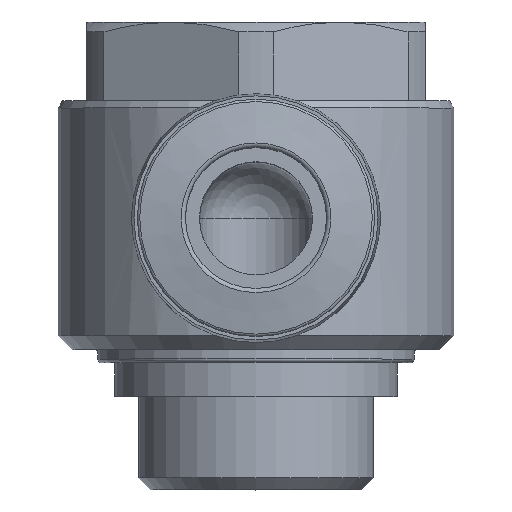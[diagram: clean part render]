
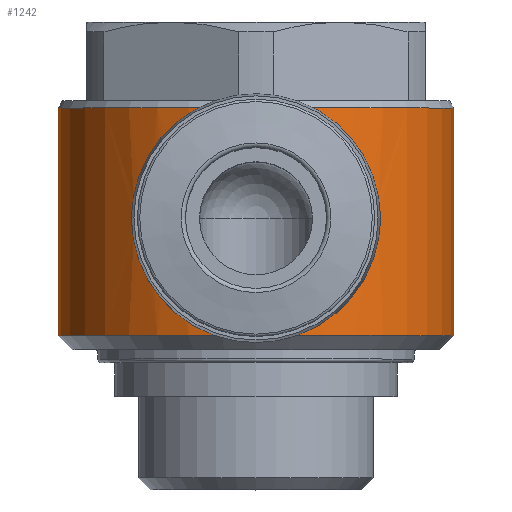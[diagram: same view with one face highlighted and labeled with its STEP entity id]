
A CAD part, top view. The second image highlights one B-rep face of the part: STEP entity #1242.
In plain terms, the highlighted cylindrical face has radius 14 mm (diameter 28 mm), a full revolution.
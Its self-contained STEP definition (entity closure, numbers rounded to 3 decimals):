
#105=CYLINDRICAL_SURFACE('',#1329,14.);
#138=CIRCLE('',#1330,14.);
#139=CIRCLE('',#1331,14.);
#140=CIRCLE('',#1332,14.);
#141=CIRCLE('',#1333,14.);
#142=CIRCLE('',#1334,14.);
#143=CIRCLE('',#1335,14.);
#228=ORIENTED_EDGE('',*,*,#434,.F.);
#229=ORIENTED_EDGE('',*,*,#435,.T.);
#230=ORIENTED_EDGE('',*,*,#436,.F.);
#231=ORIENTED_EDGE('',*,*,#437,.F.);
#232=ORIENTED_EDGE('',*,*,#438,.F.);
#233=ORIENTED_EDGE('',*,*,#439,.F.);
#234=ORIENTED_EDGE('',*,*,#440,.F.);
#235=ORIENTED_EDGE('',*,*,#441,.F.);
#236=ORIENTED_EDGE('',*,*,#442,.F.);
#237=ORIENTED_EDGE('',*,*,#443,.F.);
#434=EDGE_CURVE('',#528,#528,#138,.T.);
#435=EDGE_CURVE('',#529,#529,#139,.T.);
#436=EDGE_CURVE('',#530,#531,#586,.T.);
#437=EDGE_CURVE('',#532,#530,#140,.T.);
#438=EDGE_CURVE('',#533,#532,#587,.T.);
#439=EDGE_CURVE('',#534,#533,#141,.T.);
#440=EDGE_CURVE('',#535,#534,#588,.T.);
#441=EDGE_CURVE('',#536,#535,#142,.T.);
#442=EDGE_CURVE('',#537,#536,#589,.T.);
#443=EDGE_CURVE('',#531,#537,#143,.T.);
#528=VERTEX_POINT('',#1816);
#529=VERTEX_POINT('',#1818);
#530=VERTEX_POINT('',#1829);
#531=VERTEX_POINT('',#1830);
#532=VERTEX_POINT('',#1832);
#533=VERTEX_POINT('',#1837);
#534=VERTEX_POINT('',#1839);
#535=VERTEX_POINT('',#1849);
#536=VERTEX_POINT('',#1851);
#537=VERTEX_POINT('',#1856);
#586=B_SPLINE_CURVE_WITH_KNOTS('',3,(#1819,#1820,#1821,#1822,#1823,#1824,
#1825,#1826,#1827,#1828),.UNSPECIFIED.,.F.,.F.,(4,1,1,1,1,1,1,4),(0.013,
0.015,0.017,0.02,0.022,
0.025,0.027,0.032),.UNSPECIFIED.);
#587=B_SPLINE_CURVE_WITH_KNOTS('',3,(#1833,#1834,#1835,#1836),
 .UNSPECIFIED.,.F.,.F.,(4,4),(0.,0.003),.UNSPECIFIED.);
#588=B_SPLINE_CURVE_WITH_KNOTS('',3,(#1840,#1841,#1842,#1843,#1844,#1845,
#1846,#1847,#1848),.UNSPECIFIED.,.F.,.F.,(4,1,1,1,1,1,4),(0.035,
0.04,0.042,0.045,0.047,
0.049,0.054),.UNSPECIFIED.);
#589=B_SPLINE_CURVE_WITH_KNOTS('',3,(#1852,#1853,#1854,#1855),
 .UNSPECIFIED.,.F.,.F.,(4,4),(0.,0.003),.UNSPECIFIED.);
#608=EDGE_LOOP('',(#228));
#609=EDGE_LOOP('',(#229));
#610=EDGE_LOOP('',(#230,#231,#232,#233,#234,#235,#236,#237));
#703=FACE_BOUND('',#608,.T.);
#704=FACE_BOUND('',#609,.T.);
#705=FACE_BOUND('',#610,.T.);
#1242=ADVANCED_FACE('',(#703,#704,#705),#105,.T.);
#1329=AXIS2_PLACEMENT_3D('',#1814,#1498,#1499);
#1330=AXIS2_PLACEMENT_3D('',#1815,#1500,#1501);
#1331=AXIS2_PLACEMENT_3D('',#1817,#1502,#1503);
#1332=AXIS2_PLACEMENT_3D('',#1831,#1504,#1505);
#1333=AXIS2_PLACEMENT_3D('',#1838,#1506,#1507);
#1334=AXIS2_PLACEMENT_3D('',#1850,#1508,#1509);
#1335=AXIS2_PLACEMENT_3D('',#1857,#1510,#1511);
#1498=DIRECTION('',(0.,-1.,0.));
#1499=DIRECTION('',(1.,0.,0.));
#1500=DIRECTION('',(0.,-1.,0.));
#1501=DIRECTION('',(1.,0.,0.));
#1502=DIRECTION('',(0.,-1.,0.));
#1503=DIRECTION('',(1.,0.,0.));
#1504=DIRECTION('',(0.,-1.,0.));
#1505=DIRECTION('',(1.,0.,0.));
#1506=DIRECTION('',(0.,1.,0.));
#1507=DIRECTION('',(-1.,0.,0.));
#1508=DIRECTION('',(0.,1.,0.));
#1509=DIRECTION('',(-1.,0.,0.));
#1510=DIRECTION('',(0.,-1.,0.));
#1511=DIRECTION('',(1.,0.,0.));
#1814=CARTESIAN_POINT('',(0.,-19.2,0.));
#1815=CARTESIAN_POINT('',(0.,-8.29,0.));
#1816=CARTESIAN_POINT('',(14.,-8.29,0.));
#1817=CARTESIAN_POINT('',(0.,7.82,0.));
#1818=CARTESIAN_POINT('',(14.,7.82,0.));
#1819=CARTESIAN_POINT('',(6.837,1.5,12.217));
#1820=CARTESIAN_POINT('',(6.666,2.279,12.312));
#1821=CARTESIAN_POINT('',(6.056,3.768,12.648));
#1822=CARTESIAN_POINT('',(4.494,5.536,13.306));
#1823=CARTESIAN_POINT('',(2.418,6.715,13.854));
#1824=CARTESIAN_POINT('',(0.005,7.142,14.073));
#1825=CARTESIAN_POINT('',(-2.415,6.717,13.855));
#1826=CARTESIAN_POINT('',(-5.194,5.138,13.121));
#1827=CARTESIAN_POINT('',(-6.493,3.07,12.41));
#1828=CARTESIAN_POINT('',(-6.837,1.5,12.217));
#1829=CARTESIAN_POINT('',(6.837,1.5,12.217));
#1830=CARTESIAN_POINT('',(-6.837,1.5,12.217));
#1831=CARTESIAN_POINT('',(0.,1.5,0.));
#1832=CARTESIAN_POINT('',(8.671,1.5,10.991));
#1833=CARTESIAN_POINT('',(8.671,-1.5,10.991));
#1834=CARTESIAN_POINT('',(8.843,-0.508,10.856));
#1835=CARTESIAN_POINT('',(8.843,0.508,10.856));
#1836=CARTESIAN_POINT('',(8.671,1.5,10.991));
#1837=CARTESIAN_POINT('',(8.671,-1.5,10.991));
#1838=CARTESIAN_POINT('',(0.,-1.5,0.));
#1839=CARTESIAN_POINT('',(6.837,-1.5,12.217));
#1840=CARTESIAN_POINT('',(-6.837,-1.5,12.217));
#1841=CARTESIAN_POINT('',(-6.494,-3.066,12.409));
#1842=CARTESIAN_POINT('',(-5.182,-5.149,13.125));
#1843=CARTESIAN_POINT('',(-2.414,-6.717,13.856));
#1844=CARTESIAN_POINT('',(0.014,-7.143,14.073));
#1845=CARTESIAN_POINT('',(2.425,-6.712,13.853));
#1846=CARTESIAN_POINT('',(5.196,-5.136,13.12));
#1847=CARTESIAN_POINT('',(6.495,-3.062,12.409));
#1848=CARTESIAN_POINT('',(6.837,-1.5,12.217));
#1849=CARTESIAN_POINT('',(-6.837,-1.5,12.217));
#1850=CARTESIAN_POINT('',(0.,-1.5,0.));
#1851=CARTESIAN_POINT('',(-8.671,-1.5,10.991));
#1852=CARTESIAN_POINT('',(-8.671,1.5,10.991));
#1853=CARTESIAN_POINT('',(-8.843,0.508,10.856));
#1854=CARTESIAN_POINT('',(-8.843,-0.508,10.856));
#1855=CARTESIAN_POINT('',(-8.671,-1.5,10.991));
#1856=CARTESIAN_POINT('',(-8.671,1.5,10.991));
#1857=CARTESIAN_POINT('',(0.,1.5,0.));
